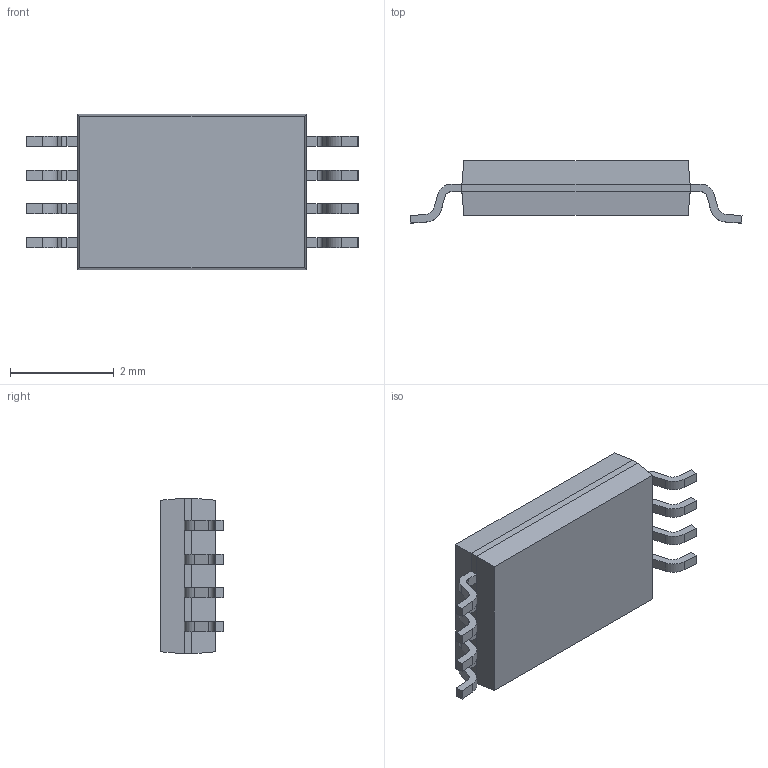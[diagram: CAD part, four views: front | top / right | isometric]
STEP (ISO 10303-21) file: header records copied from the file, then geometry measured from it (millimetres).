
FILE_DESCRIPTION (( 'STEP AP214' ), '1' );
FILE_NAME ('SPV1040T.STEP', '2019-07-30T10:27:51', ( '' ), ( '' ), 'SwSTEP 2.0', 'SolidWorks 2017', '' );
FILE_SCHEMA (( 'AUTOMOTIVE_DESIGN' ));
Length unit declared in the file: millimetre
Products named in the file (1): SPV1040T
Bounding box: 6.4 x 1.2 x 3 mm (x, y, z)
Volume: 13.9 mm3; surface area: 48.5 mm2
Topology: 9 solids, 9 shells, 129 faces, 322 edges, 212 vertices
Faces by surface type: plane 95, cylinder 34
Entity records: 3926 total; most frequent: CARTESIAN_POINT 664, DIRECTION 650, ORIENTED_EDGE 644, EDGE_CURVE 322, LINE 254, VECTOR 254, VERTEX_POINT 212, AXIS2_PLACEMENT_3D 198
